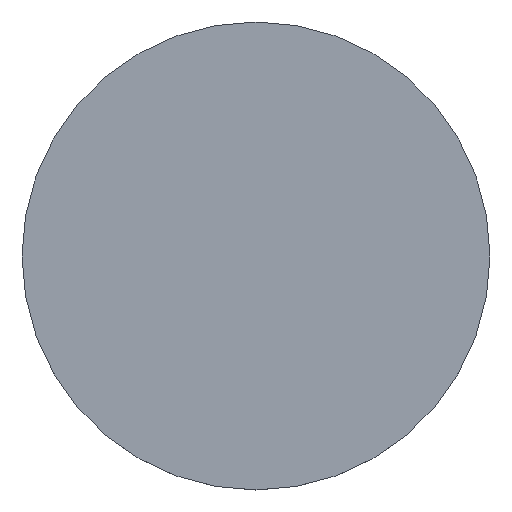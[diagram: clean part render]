
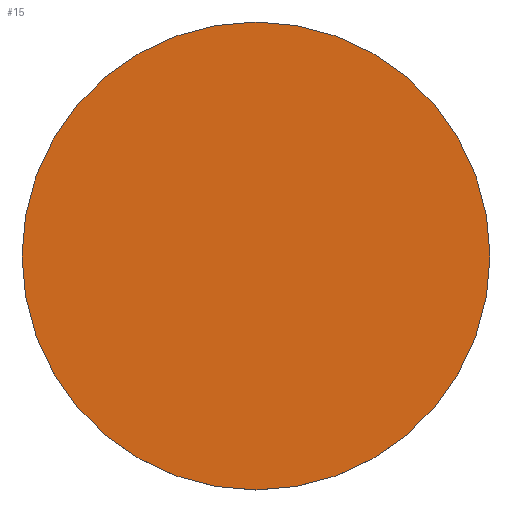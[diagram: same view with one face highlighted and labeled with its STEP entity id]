
A CAD part, top view. The second image highlights one B-rep face of the part: STEP entity #15.
In plain terms, the highlighted planar face has unit normal (0, 0, 1).
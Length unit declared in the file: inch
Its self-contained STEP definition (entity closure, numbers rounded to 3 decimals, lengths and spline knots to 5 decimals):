
#4 = VERTEX_POINT ( 'NONE', #12 ) ;
#8 = CIRCLE ( 'NONE', #36, 0.24606 ) ;
#9 = DIRECTION ( 'NONE',  ( 1., 0., 0. ) ) ;
#12 = CARTESIAN_POINT ( 'NONE',  ( 0.24606, 0., 0.01575 ) ) ;
#15 = ADVANCED_FACE ( 'NONE', ( #56 ), #25, .T. ) ;
#18 = EDGE_CURVE ( 'NONE', #4, #169, #8, .T. ) ;
#25 = PLANE ( 'NONE',  #107 ) ;
#36 = AXIS2_PLACEMENT_3D ( 'NONE', #65, #135, #153 ) ;
#40 = DIRECTION ( 'NONE',  ( 0., 0., 1. ) ) ;
#49 = EDGE_CURVE ( 'NONE', #169, #4, #82, .T. ) ;
#56 = FACE_OUTER_BOUND ( 'NONE', #86, .T. ) ;
#65 = CARTESIAN_POINT ( 'NONE',  ( 0., 0., 0.01575 ) ) ;
#72 = AXIS2_PLACEMENT_3D ( 'NONE', #118, #40, #9 ) ;
#82 = CIRCLE ( 'NONE', #72, 0.24606 ) ;
#86 = EDGE_LOOP ( 'NONE', ( #136, #100 ) ) ;
#100 = ORIENTED_EDGE ( 'NONE', *, *, #18, .T. ) ;
#107 = AXIS2_PLACEMENT_3D ( 'NONE', #166, #139, #174 ) ;
#118 = CARTESIAN_POINT ( 'NONE',  ( 0., 0., 0.01575 ) ) ;
#135 = DIRECTION ( 'NONE',  ( 0., 0., 1. ) ) ;
#136 = ORIENTED_EDGE ( 'NONE', *, *, #49, .T. ) ;
#137 = CARTESIAN_POINT ( 'NONE',  ( -0.24606, 0., 0.01575 ) ) ;
#139 = DIRECTION ( 'NONE',  ( 0., 0., 1. ) ) ;
#153 = DIRECTION ( 'NONE',  ( 1., 0., 0. ) ) ;
#166 = CARTESIAN_POINT ( 'NONE',  ( 0., 0., 0.01575 ) ) ;
#169 = VERTEX_POINT ( 'NONE', #137 ) ;
#174 = DIRECTION ( 'NONE',  ( 1., 0., 0. ) ) ;
